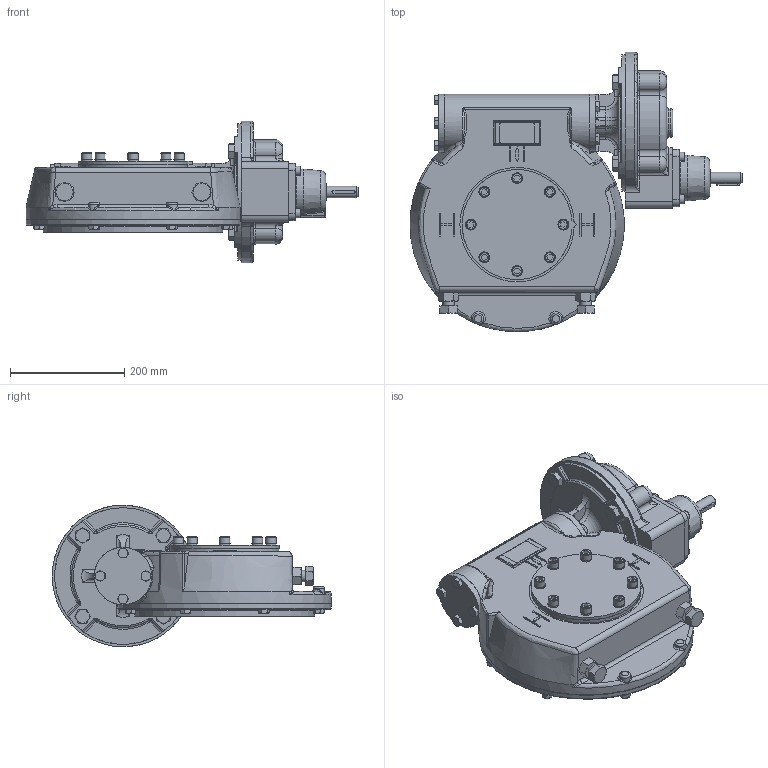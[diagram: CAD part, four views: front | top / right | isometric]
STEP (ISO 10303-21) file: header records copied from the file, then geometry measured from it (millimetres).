
FILE_DESCRIPTION(/* description */ ('Unknown'),/* implementation_level */ '2;1');
FILE_NAME(/* name */ 'PUB-IW6FBIRL-MAN-F16',/* time_stamp */ '2016-06-28T09:46:16+01:00',/* author */ ('Unknown'),/* organization */ ('Unknown'),/* preprocessor_version */ 'ST-DEVELOPER v16',/* originating_system */ 'DEX',/* authorisation */ $);
FILE_SCHEMA (('AUTOMOTIVE_DESIGN {1 0 10303 214 3 1 1}'));
Products named in the file (1): PUB-IW6FBIRL-MAN-F16
Bounding box: 580.78 x 488.48 x 247.79 mm (x, y, z)
Surface area: 748564 mm2 (no closed solid volume)
Topology: 0 solids, 69 shells, 964 faces, 2586 edges, 1657 vertices
Faces by surface type: plane 392, cone 177, cylinder 177, bspline 117, torus 79, sphere 22
Full cylindrical faces by diameter (mm): 11 x8, 16 x4, 16.299 x4, 18 x8, 19 x10, 20 x3, 30 x1, 50 x1, 100 x3, 130 x1, 190 x1, 238.9 x1
Entity records: 50888 total; most frequent: CARTESIAN_POINT 26164, ORIENTED_EDGE 4348, DIRECTION 4152, EDGE_CURVE 2421, AXIS2_PLACEMENT_3D 1650, VERTEX_POINT 1622, FACE_BOUND 1185, EDGE_LOOP 1181
